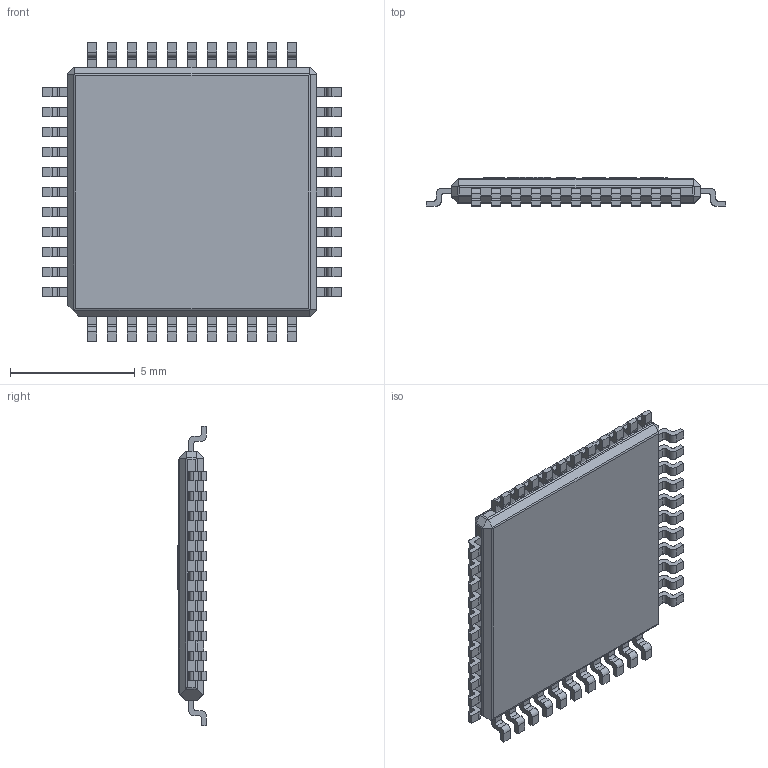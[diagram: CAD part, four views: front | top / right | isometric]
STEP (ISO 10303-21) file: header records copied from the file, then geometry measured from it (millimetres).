
FILE_DESCRIPTION( ( '' ), ' ' );
FILE_NAME( '5ad9eb0ed24da20f711688c8.step', '2018-04-20T13:29:29', ( '' ), ( '' ), ' ', ' ', ' ' );
FILE_SCHEMA( ( 'AUTOMOTIVE_DESIGN { 1 0 10303 214 1 1 1 1 }' ) );
Length unit declared in the file: metre
Products named in the file (8): 1; 2; 3; 4; 5; 6; 7; 8
Bounding box: 12 x 1.15 x 12 mm (x, y, z)
Volume: 117.8 mm3; surface area: 495.1 mm2
Topology: 8 solids, 8 shells, 664 faces, 1935 edges, 1288 vertices
Faces by surface type: plane 446, cylinder 200, extrusion 17, torus 1
Entity records: 27952 total; most frequent: CARTESIAN_POINT 4620, ORIENTED_EDGE 3868, DIRECTION 3641, EDGE_CURVE 1934, VECTOR 1503, LINE 1486, VERTEX_POINT 1288, AXIS2_PLACEMENT_3D 1069
